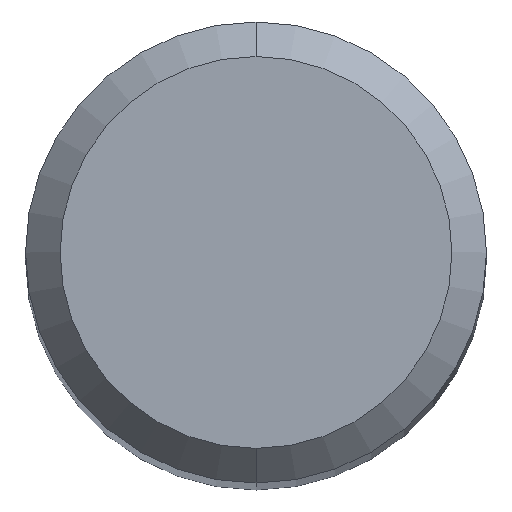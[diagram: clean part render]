
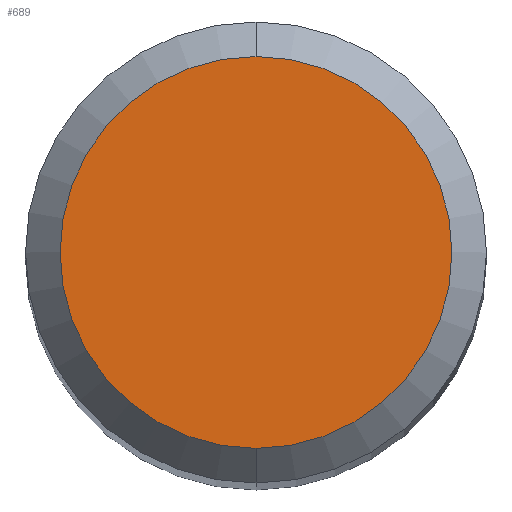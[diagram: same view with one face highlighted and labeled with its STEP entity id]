
A CAD part, top view. The second image highlights one B-rep face of the part: STEP entity #689.
In plain terms, the highlighted planar face has unit normal (0, 0, 1).
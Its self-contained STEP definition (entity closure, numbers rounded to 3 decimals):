
#519=VERTEX_POINT('',#1194);
#689=ADVANCED_FACE('',(#1378),#1379,.T.);
#735=EDGE_CURVE('',#519,#801,#1429,.T.);
#801=VERTEX_POINT('',#1502);
#849=EDGE_CURVE('',#801,#519,#1552,.T.);
#1194=CARTESIAN_POINT('',(0.0,1.7,0.0));
#1378=FACE_OUTER_BOUND('',#3290,.T.);
#1379=PLANE('',#3291);
#1429=CIRCLE('',#3428,1.7);
#1502=CARTESIAN_POINT('',(0.,-1.7,0.0));
#1552=CIRCLE('',#3962,1.7);
#3290=EDGE_LOOP('',(#5113,#5114));
#3291=AXIS2_PLACEMENT_3D('',#5115,#5116,#5117);
#3428=AXIS2_PLACEMENT_3D('',#5188,#5189,#5190);
#3962=AXIS2_PLACEMENT_3D('',#5336,#5337,#5338);
#5113=ORIENTED_EDGE('',*,*,#735,.F.);
#5114=ORIENTED_EDGE('',*,*,#849,.F.);
#5115=CARTESIAN_POINT('',(0.0,0.85,0.0));
#5116=DIRECTION('',(-0.0,0.0,1.0));
#5117=DIRECTION('',(0.0,-1.0,0.0));
#5188=CARTESIAN_POINT('',(0.0,0.0,0.0));
#5189=DIRECTION('',(0.0,0.0,-1.0));
#5190=DIRECTION('',(0.0,1.0,0.0));
#5336=CARTESIAN_POINT('',(0.0,0.0,0.0));
#5337=DIRECTION('',(0.0,0.0,-1.0));
#5338=DIRECTION('',(0.0,1.0,0.0));
